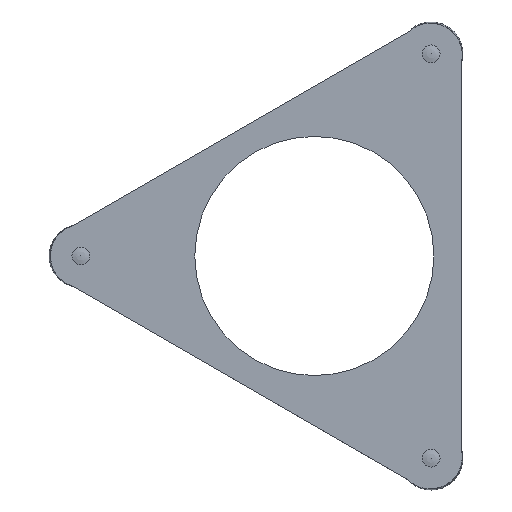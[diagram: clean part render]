
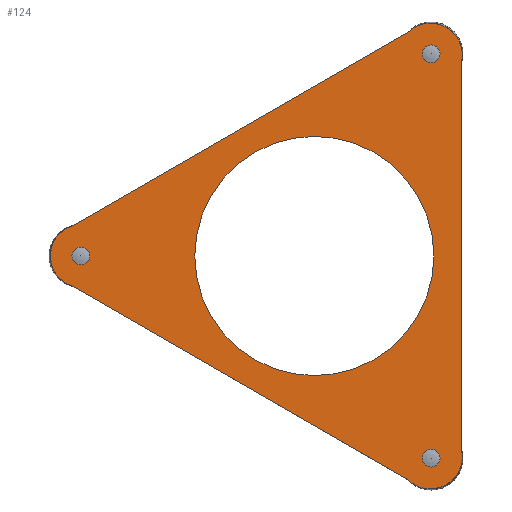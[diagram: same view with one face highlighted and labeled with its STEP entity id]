
A CAD part, front view. The second image highlights one B-rep face of the part: STEP entity #124.
In plain terms, the highlighted planar face has unit normal (0, -1, 0).
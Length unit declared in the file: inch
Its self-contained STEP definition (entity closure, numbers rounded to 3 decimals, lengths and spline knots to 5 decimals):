
#2 = ORIENTED_EDGE ( 'NONE', *, *, #48, .T. ) ;
#3 = DIRECTION ( 'NONE',  ( 0., 0., 1. ) ) ;
#18 = CIRCLE ( 'NONE', #96, 0.0175 ) ;
#21 = CIRCLE ( 'NONE', #566, 0.0175 ) ;
#23 = VERTEX_POINT ( 'NONE', #315 ) ;
#32 = CARTESIAN_POINT ( 'NONE',  ( 0.22815, 0., -0.39517 ) ) ;
#34 = CIRCLE ( 'NONE', #359, 0.0625 ) ;
#35 = ORIENTED_EDGE ( 'NONE', *, *, #450, .T. ) ;
#36 = LINE ( 'NONE', #593, #333 ) ;
#40 = VERTEX_POINT ( 'NONE', #386 ) ;
#48 = EDGE_CURVE ( 'NONE', #523, #261, #502, .T. ) ;
#56 = DIRECTION ( 'NONE',  ( 0., 0., 1. ) ) ;
#63 = ORIENTED_EDGE ( 'NONE', *, *, #594, .T. ) ;
#67 = VERTEX_POINT ( 'NONE', #173 ) ;
#89 = DIRECTION ( 'NONE',  ( 0., 0., 1. ) ) ;
#90 = CARTESIAN_POINT ( 'NONE',  ( 0.22937, 0., -0.39729 ) ) ;
#91 = EDGE_CURVE ( 'NONE', #638, #367, #648, .T. ) ;
#92 = VERTEX_POINT ( 'NONE', #613 ) ;
#96 = AXIS2_PLACEMENT_3D ( 'NONE', #345, #353, #512 ) ;
#101 = CARTESIAN_POINT ( 'NONE',  ( 0.22815, 0., -0.39517 ) ) ;
#102 = FACE_OUTER_BOUND ( 'NONE', #631, .T. ) ;
#103 = VERTEX_POINT ( 'NONE', #116 ) ;
#107 = DIRECTION ( 'NONE',  ( 0., 0., 1. ) ) ;
#112 = CARTESIAN_POINT ( 'NONE',  ( 0.28886, 0., 0. ) ) ;
#113 = ORIENTED_EDGE ( 'NONE', *, *, #311, .T. ) ;
#114 = EDGE_CURVE ( 'NONE', #23, #653, #491, .T. ) ;
#116 = CARTESIAN_POINT ( 'NONE',  ( 0., 0., 0.235 ) ) ;
#118 = DIRECTION ( 'NONE',  ( 0., 1., 0. ) ) ;
#121 = AXIS2_PLACEMENT_3D ( 'NONE', #90, #317, #424 ) ;
#124 = ADVANCED_FACE ( 'NONE', ( #205, #551, #505, #102, #732 ), #264, .F. ) ;
#132 = AXIS2_PLACEMENT_3D ( 'NONE', #224, #557, #56 ) ;
#139 = DIRECTION ( 'NONE',  ( 0., 0., 1. ) ) ;
#140 = VERTEX_POINT ( 'NONE', #498 ) ;
#146 = DIRECTION ( 'NONE',  ( 0.866, 0., -0.5 ) ) ;
#152 = CARTESIAN_POINT ( 'NONE',  ( -0.45875, 0., 0.0175 ) ) ;
#166 = EDGE_CURVE ( 'NONE', #303, #459, #227, .T. ) ;
#170 = AXIS2_PLACEMENT_3D ( 'NONE', #184, #118, #3 ) ;
#173 = CARTESIAN_POINT ( 'NONE',  ( 0.18494, 0., -0.44032 ) ) ;
#177 = EDGE_CURVE ( 'NONE', #269, #261, #729, .T. ) ;
#179 = CARTESIAN_POINT ( 'NONE',  ( 0.22815, 0., -0.45767 ) ) ;
#180 = DIRECTION ( 'NONE',  ( 0., 0., 1. ) ) ;
#184 = CARTESIAN_POINT ( 'NONE',  ( 0., 0., 0. ) ) ;
#185 = CARTESIAN_POINT ( 'NONE',  ( 0.22815, 0., 0.39517 ) ) ;
#204 = CARTESIAN_POINT ( 'NONE',  ( -0.45875, 0., 0. ) ) ;
#205 = FACE_BOUND ( 'NONE', #376, .T. ) ;
#206 = EDGE_LOOP ( 'NONE', ( #662, #113 ) ) ;
#211 = EDGE_CURVE ( 'NONE', #140, #40, #18, .T. ) ;
#224 = CARTESIAN_POINT ( 'NONE',  ( -0.4563, 0., 0. ) ) ;
#227 = CIRCLE ( 'NONE', #633, 0.0175 ) ;
#229 = VECTOR ( 'NONE', #378, 39.37008 ) ;
#232 = CARTESIAN_POINT ( 'NONE',  ( 0., 0., 0. ) ) ;
#234 = ORIENTED_EDGE ( 'NONE', *, *, #496, .F. ) ;
#236 = CARTESIAN_POINT ( 'NONE',  ( -0.45875, 0., 0. ) ) ;
#252 = AXIS2_PLACEMENT_3D ( 'NONE', #389, #398, #107 ) ;
#253 = AXIS2_PLACEMENT_3D ( 'NONE', #439, #722, #289 ) ;
#255 = CIRCLE ( 'NONE', #253, 0.235 ) ;
#261 = VERTEX_POINT ( 'NONE', #689 ) ;
#264 = PLANE ( 'NONE',  #358 ) ;
#269 = VERTEX_POINT ( 'NONE', #521 ) ;
#285 = ORIENTED_EDGE ( 'NONE', *, *, #706, .T. ) ;
#289 = DIRECTION ( 'NONE',  ( 0., 0., 1. ) ) ;
#302 = EDGE_CURVE ( 'NONE', #523, #621, #34, .T. ) ;
#303 = VERTEX_POINT ( 'NONE', #152 ) ;
#311 = EDGE_CURVE ( 'NONE', #459, #303, #516, .T. ) ;
#315 = CARTESIAN_POINT ( 'NONE',  ( -0.4738, 0., -0.06 ) ) ;
#317 = DIRECTION ( 'NONE',  ( 0., 1., 0. ) ) ;
#321 = LINE ( 'NONE', #431, #229 ) ;
#329 = DIRECTION ( 'NONE',  ( 0., 0., 1. ) ) ;
#333 = VECTOR ( 'NONE', #146, 39.37008 ) ;
#338 = ORIENTED_EDGE ( 'NONE', *, *, #177, .F. ) ;
#342 = EDGE_CURVE ( 'NONE', #23, #67, #36, .T. ) ;
#345 = CARTESIAN_POINT ( 'NONE',  ( 0.22937, 0., 0.39729 ) ) ;
#350 = CARTESIAN_POINT ( 'NONE',  ( 0.22937, 0., -0.41479 ) ) ;
#353 = DIRECTION ( 'NONE',  ( 0., 1., 0. ) ) ;
#358 = AXIS2_PLACEMENT_3D ( 'NONE', #232, #484, #429 ) ;
#359 = AXIS2_PLACEMENT_3D ( 'NONE', #32, #369, #139 ) ;
#364 = EDGE_CURVE ( 'NONE', #367, #638, #564, .T. ) ;
#367 = VERTEX_POINT ( 'NONE', #476 ) ;
#369 = DIRECTION ( 'NONE',  ( 0., 1., 0. ) ) ;
#376 = EDGE_LOOP ( 'NONE', ( #486, #719 ) ) ;
#378 = DIRECTION ( 'NONE',  ( -0.866, 0., -0.5 ) ) ;
#383 = ORIENTED_EDGE ( 'NONE', *, *, #342, .T. ) ;
#386 = CARTESIAN_POINT ( 'NONE',  ( 0.22937, 0., 0.41479 ) ) ;
#389 = CARTESIAN_POINT ( 'NONE',  ( 0.22937, 0., -0.39729 ) ) ;
#396 = ORIENTED_EDGE ( 'NONE', *, *, #114, .F. ) ;
#398 = DIRECTION ( 'NONE',  ( 0., 1., 0. ) ) ;
#405 = ORIENTED_EDGE ( 'NONE', *, *, #416, .T. ) ;
#416 = EDGE_CURVE ( 'NONE', #269, #653, #321, .T. ) ;
#424 = DIRECTION ( 'NONE',  ( 0., 0., 1. ) ) ;
#429 = DIRECTION ( 'NONE',  ( 0., 0., 1. ) ) ;
#431 = CARTESIAN_POINT ( 'NONE',  ( -0.14443, 0., 0.25016 ) ) ;
#435 = AXIS2_PLACEMENT_3D ( 'NONE', #204, #487, #647 ) ;
#439 = CARTESIAN_POINT ( 'NONE',  ( 0., 0., 0. ) ) ;
#442 = CARTESIAN_POINT ( 'NONE',  ( -0.45875, 0., -0.0175 ) ) ;
#448 = AXIS2_PLACEMENT_3D ( 'NONE', #185, #463, #180 ) ;
#450 = EDGE_CURVE ( 'NONE', #103, #92, #255, .T. ) ;
#454 = DIRECTION ( 'NONE',  ( 0., 0., 1. ) ) ;
#459 = VERTEX_POINT ( 'NONE', #442 ) ;
#462 = CIRCLE ( 'NONE', #170, 0.235 ) ;
#463 = DIRECTION ( 'NONE',  ( 0., 1., 0. ) ) ;
#476 = CARTESIAN_POINT ( 'NONE',  ( 0.22937, 0., -0.37979 ) ) ;
#484 = DIRECTION ( 'NONE',  ( 0., 1., 0. ) ) ;
#486 = ORIENTED_EDGE ( 'NONE', *, *, #364, .T. ) ;
#487 = DIRECTION ( 'NONE',  ( 0., 1., 0. ) ) ;
#491 = CIRCLE ( 'NONE', #132, 0.0625 ) ;
#494 = CARTESIAN_POINT ( 'NONE',  ( 0.28886, 0., -0.38032 ) ) ;
#496 = EDGE_CURVE ( 'NONE', #621, #67, #708, .T. ) ;
#498 = CARTESIAN_POINT ( 'NONE',  ( 0.22937, 0., 0.37979 ) ) ;
#502 = LINE ( 'NONE', #112, #562 ) ;
#505 = FACE_BOUND ( 'NONE', #206, .T. ) ;
#512 = DIRECTION ( 'NONE',  ( 0., 0., 1. ) ) ;
#516 = CIRCLE ( 'NONE', #435, 0.0175 ) ;
#521 = CARTESIAN_POINT ( 'NONE',  ( 0.18494, 0., 0.44032 ) ) ;
#523 = VERTEX_POINT ( 'NONE', #494 ) ;
#551 = FACE_BOUND ( 'NONE', #666, .T. ) ;
#557 = DIRECTION ( 'NONE',  ( 0., 1., 0. ) ) ;
#562 = VECTOR ( 'NONE', #454, 39.37008 ) ;
#564 = CIRCLE ( 'NONE', #121, 0.0175 ) ;
#566 = AXIS2_PLACEMENT_3D ( 'NONE', #710, #646, #89 ) ;
#567 = DIRECTION ( 'NONE',  ( 0., 1., 0. ) ) ;
#579 = ORIENTED_EDGE ( 'NONE', *, *, #211, .T. ) ;
#580 = ORIENTED_EDGE ( 'NONE', *, *, #302, .F. ) ;
#593 = CARTESIAN_POINT ( 'NONE',  ( -0.14443, 0., -0.25016 ) ) ;
#594 = EDGE_CURVE ( 'NONE', #92, #103, #462, .T. ) ;
#602 = DIRECTION ( 'NONE',  ( 0., 1., 0. ) ) ;
#613 = CARTESIAN_POINT ( 'NONE',  ( 0., 0., -0.235 ) ) ;
#621 = VERTEX_POINT ( 'NONE', #179 ) ;
#631 = EDGE_LOOP ( 'NONE', ( #2, #338, #405, #396, #383, #234, #580 ) ) ;
#633 = AXIS2_PLACEMENT_3D ( 'NONE', #236, #567, #696 ) ;
#638 = VERTEX_POINT ( 'NONE', #350 ) ;
#639 = EDGE_LOOP ( 'NONE', ( #63, #35 ) ) ;
#646 = DIRECTION ( 'NONE',  ( 0., 1., 0. ) ) ;
#647 = DIRECTION ( 'NONE',  ( 0., 0., 1. ) ) ;
#648 = CIRCLE ( 'NONE', #252, 0.0175 ) ;
#653 = VERTEX_POINT ( 'NONE', #677 ) ;
#662 = ORIENTED_EDGE ( 'NONE', *, *, #166, .T. ) ;
#666 = EDGE_LOOP ( 'NONE', ( #285, #579 ) ) ;
#677 = CARTESIAN_POINT ( 'NONE',  ( -0.4738, 0., 0.06 ) ) ;
#689 = CARTESIAN_POINT ( 'NONE',  ( 0.28886, 0., 0.38032 ) ) ;
#695 = AXIS2_PLACEMENT_3D ( 'NONE', #101, #602, #329 ) ;
#696 = DIRECTION ( 'NONE',  ( 0., 0., 1. ) ) ;
#706 = EDGE_CURVE ( 'NONE', #40, #140, #21, .T. ) ;
#708 = CIRCLE ( 'NONE', #695, 0.0625 ) ;
#710 = CARTESIAN_POINT ( 'NONE',  ( 0.22937, 0., 0.39729 ) ) ;
#719 = ORIENTED_EDGE ( 'NONE', *, *, #91, .T. ) ;
#722 = DIRECTION ( 'NONE',  ( 0., 1., 0. ) ) ;
#729 = CIRCLE ( 'NONE', #448, 0.0625 ) ;
#732 = FACE_BOUND ( 'NONE', #639, .T. ) ;
